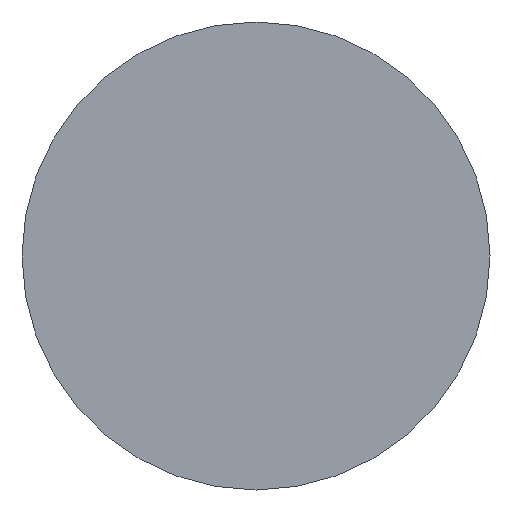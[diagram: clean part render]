
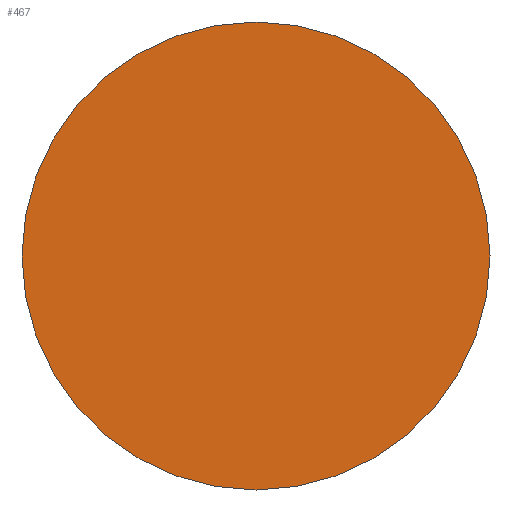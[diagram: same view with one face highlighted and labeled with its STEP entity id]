
A CAD part, front view. The second image highlights one B-rep face of the part: STEP entity #467.
In plain terms, the highlighted planar face has unit normal (0, -1, 0).
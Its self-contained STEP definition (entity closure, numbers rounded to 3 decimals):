
#54=CIRCLE('',#534,44.);
#82=FACE_OUTER_BOUND('',#115,.T.);
#115=EDGE_LOOP('',(#420));
#231=VERTEX_POINT('',#813);
#294=EDGE_CURVE('',#231,#231,#54,.T.);
#420=ORIENTED_EDGE('',*,*,#294,.F.);
#439=PLANE('',#535);
#467=ADVANCED_FACE('',(#82),#439,.F.);
#534=AXIS2_PLACEMENT_3D('',#815,#679,#680);
#535=AXIS2_PLACEMENT_3D('',#816,#681,#682);
#679=DIRECTION('center_axis',(0.,1.,0.));
#680=DIRECTION('ref_axis',(1.,0.,0.));
#681=DIRECTION('center_axis',(0.,1.,0.));
#682=DIRECTION('ref_axis',(1.,0.,0.));
#813=CARTESIAN_POINT('',(-44.,0.,0.));
#815=CARTESIAN_POINT('Origin',(0.,0.,0.));
#816=CARTESIAN_POINT('Origin',(0.,0.,0.));
